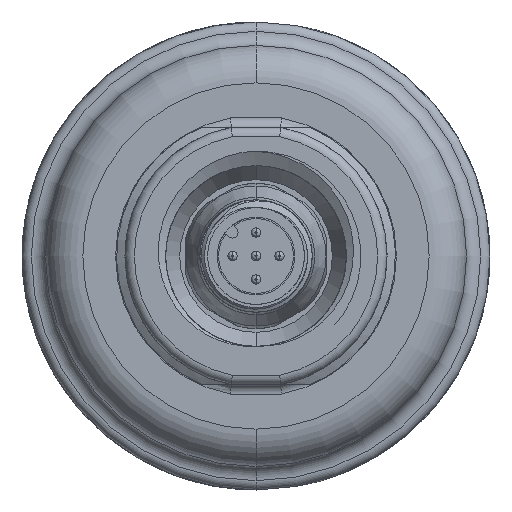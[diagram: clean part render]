
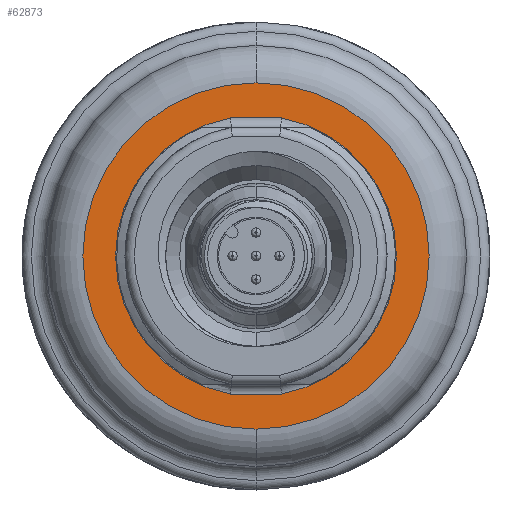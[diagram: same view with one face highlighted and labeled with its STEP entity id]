
A CAD part, front view. The second image highlights one B-rep face of the part: STEP entity #62873.
In plain terms, the highlighted planar face has unit normal (0, -1, 0).
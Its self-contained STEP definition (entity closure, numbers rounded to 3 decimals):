
#38646=CARTESIAN_POINT('',(0.,-3.,0.));
#38647=DIRECTION('',(0.,-1.,0.));
#38648=DIRECTION('',(-0.182,0.,0.983));
#38649=AXIS2_PLACEMENT_3D('',#38646,#38647,#38648);
#38651=DIRECTION('',(1.,0.,0.));
#38652=VECTOR('',#38651,5.454);
#38653=CARTESIAN_POINT('',(-2.727,-3.,-14.75));
#38654=LINE('',#38653,#38652);
#38655=CARTESIAN_POINT('',(0.,-3.,0.));
#38656=DIRECTION('',(0.,-1.,0.));
#38657=DIRECTION('',(0.182,0.,-0.983));
#38658=AXIS2_PLACEMENT_3D('',#38655,#38656,#38657);
#38660=DIRECTION('',(-1.,0.,0.));
#38661=VECTOR('',#38660,5.454);
#38662=CARTESIAN_POINT('',(2.727,-3.,14.75));
#38663=LINE('',#38662,#38661);
#38664=CARTESIAN_POINT('',(0.,-3.,0.));
#38665=DIRECTION('',(0.,-1.,0.));
#38666=DIRECTION('',(0.,0.,-1.));
#38667=AXIS2_PLACEMENT_3D('',#38664,#38665,#38666);
#38669=CARTESIAN_POINT('',(0.,-3.,0.));
#38670=DIRECTION('',(0.,-1.,0.));
#38671=DIRECTION('',(0.,0.,1.));
#38672=AXIS2_PLACEMENT_3D('',#38669,#38670,#38671);
#41846=CARTESIAN_POINT('',(-2.727,-3.,14.75));
#41847=CARTESIAN_POINT('',(-2.727,-3.,-14.75));
#41848=VERTEX_POINT('',#41846);
#41849=VERTEX_POINT('',#41847);
#41854=CARTESIAN_POINT('',(2.727,-3.,-14.75));
#41855=CARTESIAN_POINT('',(2.727,-3.,14.75));
#41856=VERTEX_POINT('',#41854);
#41857=VERTEX_POINT('',#41855);
#42214=CARTESIAN_POINT('',(0.,-3.,-18.5));
#42215=CARTESIAN_POINT('',(0.,-3.,18.5));
#42216=VERTEX_POINT('',#42214);
#42217=VERTEX_POINT('',#42215);
#62854=CARTESIAN_POINT('',(0.,-3.,0.));
#62855=DIRECTION('',(0.,-1.,0.));
#62856=DIRECTION('',(0.,0.,1.));
#62857=AXIS2_PLACEMENT_3D('',#62854,#62855,#62856);
#62858=PLANE('',#62857);
#62860=ORIENTED_EDGE('',*,*,#62859,.F.);
#62862=ORIENTED_EDGE('',*,*,#62861,.F.);
#62863=EDGE_LOOP('',(#62860,#62862));
#62864=FACE_OUTER_BOUND('',#62863,.F.);
#62866=ORIENTED_EDGE('',*,*,#62865,.T.);
#62867=ORIENTED_EDGE('',*,*,#62832,.T.);
#62868=ORIENTED_EDGE('',*,*,#62845,.T.);
#62870=ORIENTED_EDGE('',*,*,#62869,.T.);
#62871=EDGE_LOOP('',(#62866,#62867,#62868,#62870));
#62872=FACE_BOUND('',#62871,.F.);
#62873=ADVANCED_FACE('',(#62864,#62872),#62858,.T.);
#38650=CIRCLE('',#38649,15.);
#38659=CIRCLE('',#38658,15.);
#38668=CIRCLE('',#38667,18.5);
#38673=CIRCLE('',#38672,18.5);
#62832=EDGE_CURVE('',#41849,#41856,#38654,.T.);
#62845=EDGE_CURVE('',#41856,#41857,#38659,.T.);
#62859=EDGE_CURVE('',#42216,#42217,#38668,.T.);
#62861=EDGE_CURVE('',#42217,#42216,#38673,.T.);
#62865=EDGE_CURVE('',#41848,#41849,#38650,.T.);
#62869=EDGE_CURVE('',#41857,#41848,#38663,.T.);
